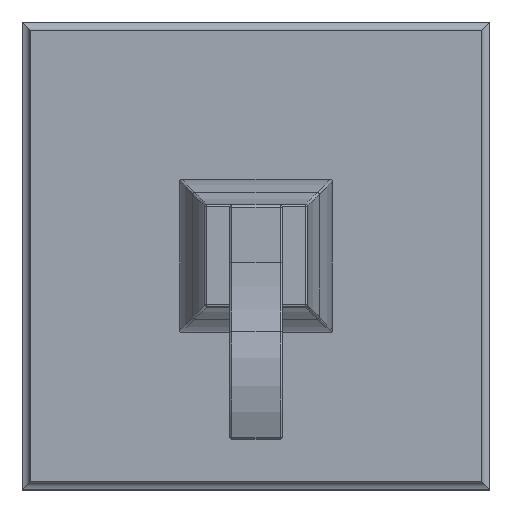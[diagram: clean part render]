
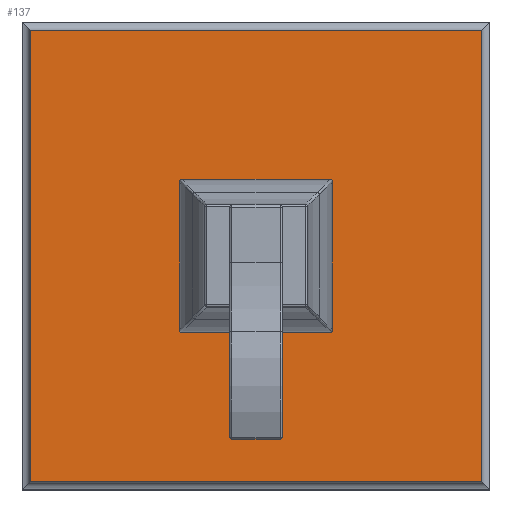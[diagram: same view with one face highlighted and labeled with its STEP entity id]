
A CAD part, top view. The second image highlights one B-rep face of the part: STEP entity #137.
In plain terms, the highlighted planar face has unit normal (0, 0, 1).
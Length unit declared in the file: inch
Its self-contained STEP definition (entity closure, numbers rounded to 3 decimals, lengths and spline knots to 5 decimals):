
#2=CARTESIAN_POINT('',(3.135,3.135,0.313));
#12=DIRECTION('',(-1.,0.,0.));
#13=VECTOR('',#12,6.27);
#14=CARTESIAN_POINT('',(3.135,3.135,0.313));
#15=LINE('',#14,#13);
#16=CARTESIAN_POINT('',(-3.135,3.135,0.313));
#26=CARTESIAN_POINT('',(3.135,-3.135,0.313));
#36=DIRECTION('',(0.,1.,0.));
#37=VECTOR('',#36,6.27);
#38=CARTESIAN_POINT('',(3.135,-3.135,0.313));
#39=LINE('',#38,#37);
#40=CARTESIAN_POINT('',(-3.135,-3.135,0.313));
#50=DIRECTION('',(1.,0.,0.));
#51=VECTOR('',#50,6.27);
#52=CARTESIAN_POINT('',(-3.135,-3.135,0.313));
#53=LINE('',#52,#51);
#54=DIRECTION('',(0.,-1.,0.));
#55=VECTOR('',#54,6.27);
#56=CARTESIAN_POINT('',(-3.135,3.135,0.313));
#57=LINE('',#56,#55);
#106=VERTEX_POINT('',#16);
#110=VERTEX_POINT('',#40);
#114=VERTEX_POINT('',#26);
#118=VERTEX_POINT('',#2);
#122=CARTESIAN_POINT('',(0.,3.25,0.313));
#123=DIRECTION('',(0.,0.,1.));
#124=DIRECTION('',(-1.,0.,0.));
#125=AXIS2_PLACEMENT_3D('',#122,#123,#124);
#126=PLANE('',#125);
#128=ORIENTED_EDGE('',*,*,#127,.F.);
#130=ORIENTED_EDGE('',*,*,#129,.F.);
#132=ORIENTED_EDGE('',*,*,#131,.F.);
#134=ORIENTED_EDGE('',*,*,#133,.F.);
#135=EDGE_LOOP('',(#128,#130,#132,#134));
#136=FACE_OUTER_BOUND('',#135,.F.);
#137=ADVANCED_FACE('',(#136),#126,.T.);
#127=EDGE_CURVE('',#118,#106,#15,.T.);
#129=EDGE_CURVE('',#114,#118,#39,.T.);
#131=EDGE_CURVE('',#110,#114,#53,.T.);
#133=EDGE_CURVE('',#106,#110,#57,.T.);
